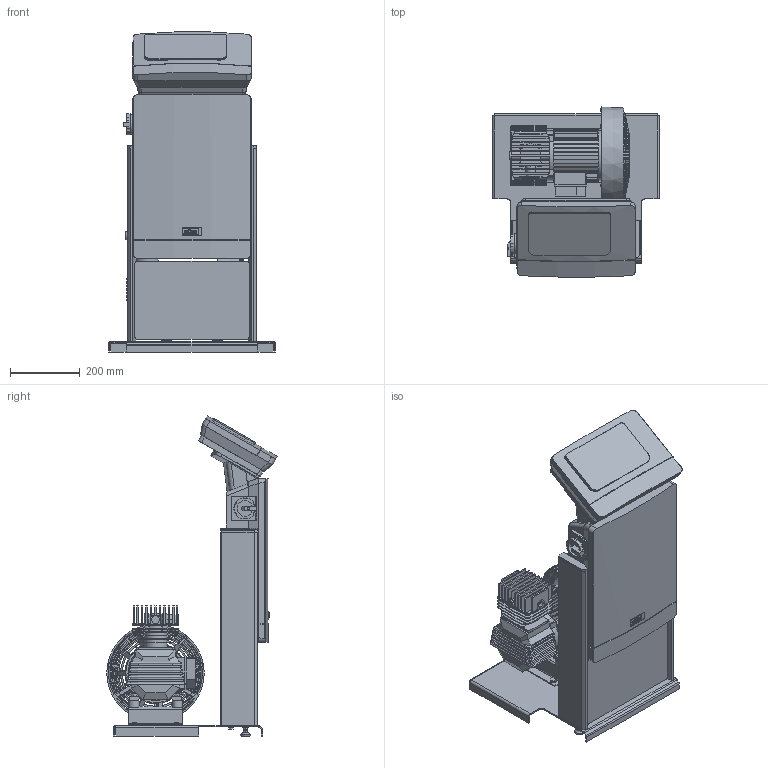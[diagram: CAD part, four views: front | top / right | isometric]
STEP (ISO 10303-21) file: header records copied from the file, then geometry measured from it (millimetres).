
FILE_DESCRIPTION(/* description */ (''),/* implementation_level */ '2;1');
FILE_NAME(/* name */ '3d_ReflexomatRS150_1-8880311.stp',/* time_stamp */ '2015-12-08T09:22:27+01:00',/* author */ ('Andrzej'),/* organization */ (''),/* preprocessor_version */ 'ST-DEVELOPER v15.5',/* originating_system */ 'AutoCAD Mechanical',/* authorisation */ '');
FILE_SCHEMA (('AUTOMOTIVE_DESIGN { 1 0 10303 214 3 1 1 }'));
Products named in the file (1): Product
Bounding box: 480 x 489.92 x 919.9 mm (x, y, z)
Volume: 33216136.9 mm3; surface area: 3442686.7 mm2
Topology: 107 solids, 119 shells, 3531 faces, 9169 edges, 6046 vertices
Faces by surface type: plane 2431, cylinder 961, torus 61, cone 56, sphere 14, bspline 8
Full cylindrical faces by diameter (mm): 5 x6, 5.095 x18, 5.4 x6, 5.5 x12, 6.2 x2, 6.4 x1, 6.5 x4, 7 x11, 8 x24, 8.5 x3, 9 x12, 10.5 x10, 11.2 x18, 11.63 x6, 13.5 x8, 15 x3, 16 x29, 16.02 x4, 16.031 x4, 17 x9, 17.5 x22, 18 x2, 19 x10, 20 x24, 20.5 x3, 20.616 x2, 21.5 x1, 23 x12, 30 x4, 55.8 x1
Entity records: 105694 total; most frequent: CARTESIAN_POINT 19122, DIRECTION 17976, ORIENTED_EDGE 17230, EDGE_CURVE 8615, LINE 6048, VECTOR 6048, AXIS2_PLACEMENT_3D 5964, VERTEX_POINT 5888
